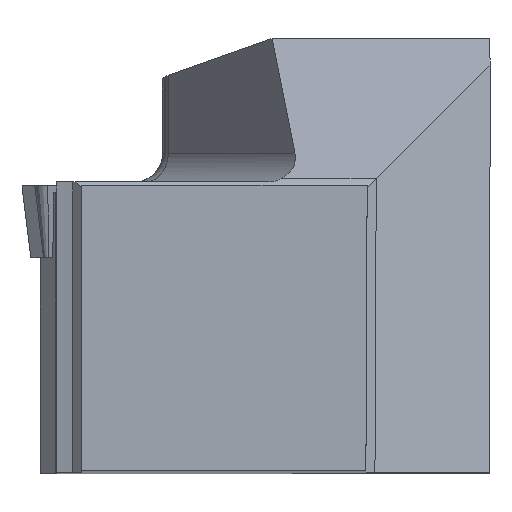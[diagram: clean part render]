
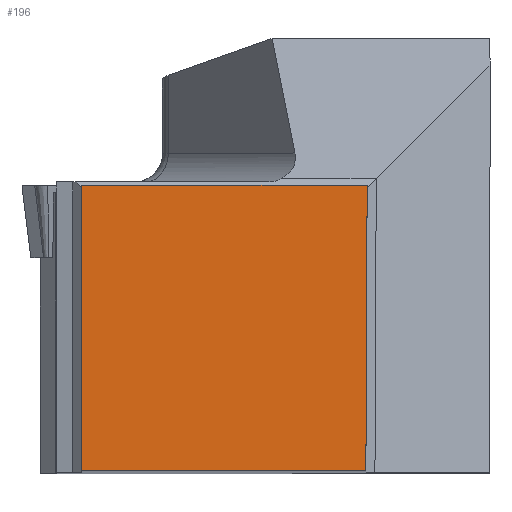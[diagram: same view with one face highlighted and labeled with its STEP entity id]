
A CAD part, top view. The second image highlights one B-rep face of the part: STEP entity #196.
In plain terms, the highlighted planar face has unit normal (0, 0, 1).
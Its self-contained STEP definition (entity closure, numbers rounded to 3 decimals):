
#145=FACE_OUTER_BOUND('',#505,.T.);
#196=ADVANCED_FACE('BLANK_BOXF006',(#145),#242,.F.);
#242=PLANE('',#1181);
#292=LINE('',#1690,#387);
#332=LINE('',#1843,#427);
#333=LINE('',#1845,#428);
#334=LINE('',#1847,#429);
#387=VECTOR('',#1327,1.);
#427=VECTOR('',#1415,1.);
#428=VECTOR('',#1416,1.);
#429=VECTOR('',#1417,1.);
#505=EDGE_LOOP('',(#689,#690,#691,#692));
#689=ORIENTED_EDGE('',*,*,#997,.F.);
#690=ORIENTED_EDGE('',*,*,#943,.F.);
#691=ORIENTED_EDGE('',*,*,#998,.F.);
#692=ORIENTED_EDGE('',*,*,#999,.F.);
#841=VERTEX_POINT('',#1689);
#842=VERTEX_POINT('',#1691);
#881=VERTEX_POINT('',#1844);
#882=VERTEX_POINT('',#1846);
#943=EDGE_CURVE('',#841,#842,#292,.T.);
#997=EDGE_CURVE('',#842,#881,#332,.T.);
#998=EDGE_CURVE('',#882,#841,#333,.T.);
#999=EDGE_CURVE('',#881,#882,#334,.T.);
#1181=AXIS2_PLACEMENT_3D('',#1848,#1418,#1419);
#1327=DIRECTION('',(-1.,0.,0.));
#1415=DIRECTION('',(0.,1.,0.));
#1416=DIRECTION('',(-0.004,-1.,0.));
#1417=DIRECTION('',(1.,0.,0.));
#1418=DIRECTION('',(0.,0.,-1.));
#1419=DIRECTION('',(-1.,0.,0.));
#1689=CARTESIAN_POINT('',(-0.069,0.,0.));
#1690=CARTESIAN_POINT('',(110.6,0.,0.));
#1691=CARTESIAN_POINT('',(-15.748,0.,0.));
#1843=CARTESIAN_POINT('',(-15.748,-110.6,0.));
#1844=CARTESIAN_POINT('',(-15.748,15.748,0.));
#1845=CARTESIAN_POINT('',(0.414,110.599,0.));
#1846=CARTESIAN_POINT('',(0.,15.748,0.));
#1847=CARTESIAN_POINT('',(-110.6,15.748,0.));
#1848=CARTESIAN_POINT('',(-28.05,-5.,0.));
